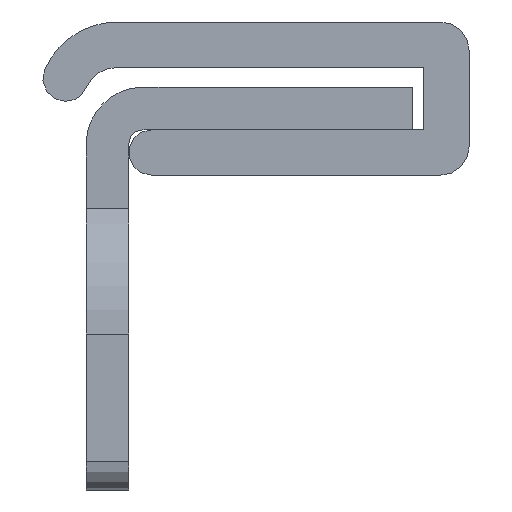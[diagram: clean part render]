
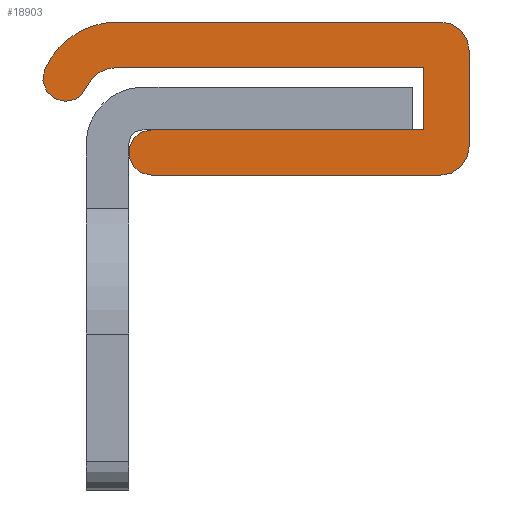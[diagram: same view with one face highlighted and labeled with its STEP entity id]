
A CAD part, left-side view. The second image highlights one B-rep face of the part: STEP entity #18903.
In plain terms, the highlighted planar face has unit normal (-1, 0, 0).
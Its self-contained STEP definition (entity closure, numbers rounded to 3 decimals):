
#18=CARTESIAN_POINT('',(-500.,4.883,-0.1));
#19=DIRECTION('',(-1.,0.,0.));
#20=DIRECTION('',(0.,0.,1.));
#21=AXIS2_PLACEMENT_3D('',#18,#19,#20);
#23=CARTESIAN_POINT('',(-500.,6.717,0.7));
#24=DIRECTION('',(1.,0.,0.));
#25=DIRECTION('',(0.,-0.917,-0.4));
#26=AXIS2_PLACEMENT_3D('',#23,#24,#25);
#28=CARTESIAN_POINT('',(-500.,6.717,0.7));
#29=DIRECTION('',(1.,0.,0.));
#30=DIRECTION('',(0.,0.,-1.));
#31=AXIS2_PLACEMENT_3D('',#28,#29,#30);
#33=CARTESIAN_POINT('',(-500.,4.883,-0.1));
#34=DIRECTION('',(1.,0.,0.));
#35=DIRECTION('',(0.,0.917,0.4));
#36=AXIS2_PLACEMENT_3D('',#33,#34,#35);
#38=CARTESIAN_POINT('',(-500.,-6.517,1.7));
#39=DIRECTION('',(1.,0.,0.));
#40=DIRECTION('',(0.,0.,1.));
#41=AXIS2_PLACEMENT_3D('',#38,#39,#40);
#43=CARTESIAN_POINT('',(-500.,-6.517,-1.7));
#44=DIRECTION('',(1.,0.,0.));
#45=DIRECTION('',(0.,-1.,0.));
#46=AXIS2_PLACEMENT_3D('',#43,#44,#45);
#48=CARTESIAN_POINT('',(-500.,3.683,-1.9));
#49=DIRECTION('',(1.,0.,0.));
#50=DIRECTION('',(0.,0.,-1.));
#51=AXIS2_PLACEMENT_3D('',#48,#49,#50);
#53=DIRECTION('',(0.,-1.,0.));
#54=VECTOR('',#53,10.8);
#55=CARTESIAN_POINT('',(-500.,4.883,1.1));
#56=LINE('',#55,#54);
#61=DIRECTION('',(0.,0.,-1.));
#62=VECTOR('',#61,2.2);
#63=CARTESIAN_POINT('',(-500.,-5.917,1.1));
#64=LINE('',#63,#62);
#81=DIRECTION('',(0.,1.,0.));
#82=VECTOR('',#81,9.6);
#83=CARTESIAN_POINT('',(-500.,-5.917,-1.1));
#84=LINE('',#83,#82);
#1831=DIRECTION('',(0.,-1.,0.));
#1832=VECTOR('',#1831,10.2);
#1833=CARTESIAN_POINT('',(-500.,3.683,-2.7));
#1834=LINE('',#1833,#1832);
#1843=DIRECTION('',(0.,0.,1.));
#1844=VECTOR('',#1843,3.4);
#1845=CARTESIAN_POINT('',(-500.,-7.517,-1.7));
#1846=LINE('',#1845,#1844);
#1855=DIRECTION('',(0.,1.,0.));
#1856=VECTOR('',#1855,11.4);
#1857=CARTESIAN_POINT('',(-500.,-6.517,2.7));
#1858=LINE('',#1857,#1856);
#14602=CARTESIAN_POINT('',(-500.,4.883,1.1));
#14603=CARTESIAN_POINT('',(-500.,5.983,0.38));
#14604=VERTEX_POINT('',#14602);
#14605=VERTEX_POINT('',#14603);
#14606=CARTESIAN_POINT('',(-500.,6.717,-0.1));
#14607=VERTEX_POINT('',#14606);
#14608=CARTESIAN_POINT('',(-500.,7.45,1.02));
#14609=VERTEX_POINT('',#14608);
#14610=CARTESIAN_POINT('',(-500.,4.883,2.7));
#14611=VERTEX_POINT('',#14610);
#14612=CARTESIAN_POINT('',(-500.,-6.517,2.7));
#14613=VERTEX_POINT('',#14612);
#14614=CARTESIAN_POINT('',(-500.,-7.517,1.7));
#14615=VERTEX_POINT('',#14614);
#14616=CARTESIAN_POINT('',(-500.,-7.517,-1.7));
#14617=VERTEX_POINT('',#14616);
#14618=CARTESIAN_POINT('',(-500.,-6.517,-2.7));
#14619=VERTEX_POINT('',#14618);
#14620=CARTESIAN_POINT('',(-500.,3.683,-2.7));
#14621=VERTEX_POINT('',#14620);
#14622=CARTESIAN_POINT('',(-500.,3.683,-1.1));
#14623=VERTEX_POINT('',#14622);
#14624=CARTESIAN_POINT('',(-500.,-5.917,-1.1));
#14625=VERTEX_POINT('',#14624);
#14626=CARTESIAN_POINT('',(-500.,-5.917,1.1));
#14627=VERTEX_POINT('',#14626);
#18870=CARTESIAN_POINT('',(-500.,0.,0.));
#18871=DIRECTION('',(1.,0.,0.));
#18872=DIRECTION('',(0.,0.,-1.));
#18873=AXIS2_PLACEMENT_3D('',#18870,#18871,#18872);
#18874=PLANE('',#18873);
#18876=ORIENTED_EDGE('',*,*,#18875,.T.);
#18878=ORIENTED_EDGE('',*,*,#18877,.T.);
#18880=ORIENTED_EDGE('',*,*,#18879,.T.);
#18882=ORIENTED_EDGE('',*,*,#18881,.T.);
#18884=ORIENTED_EDGE('',*,*,#18883,.F.);
#18886=ORIENTED_EDGE('',*,*,#18885,.T.);
#18888=ORIENTED_EDGE('',*,*,#18887,.F.);
#18890=ORIENTED_EDGE('',*,*,#18889,.T.);
#18892=ORIENTED_EDGE('',*,*,#18891,.F.);
#18894=ORIENTED_EDGE('',*,*,#18893,.T.);
#18896=ORIENTED_EDGE('',*,*,#18895,.F.);
#18898=ORIENTED_EDGE('',*,*,#18897,.F.);
#18900=ORIENTED_EDGE('',*,*,#18899,.F.);
#18901=EDGE_LOOP('',(#18876,#18878,#18880,#18882,#18884,#18886,#18888,#18890,
#18892,#18894,#18896,#18898,#18900));
#18902=FACE_OUTER_BOUND('',#18901,.F.);
#22=CIRCLE('',#21,1.2);
#27=CIRCLE('',#26,0.8);
#32=CIRCLE('',#31,0.8);
#37=CIRCLE('',#36,2.8);
#42=CIRCLE('',#41,1.);
#47=CIRCLE('',#46,1.);
#52=CIRCLE('',#51,0.8);
#18875=EDGE_CURVE('',#14604,#14605,#22,.T.);
#18877=EDGE_CURVE('',#14605,#14607,#27,.T.);
#18879=EDGE_CURVE('',#14607,#14609,#32,.T.);
#18881=EDGE_CURVE('',#14609,#14611,#37,.T.);
#18883=EDGE_CURVE('',#14613,#14611,#1858,.T.);
#18885=EDGE_CURVE('',#14613,#14615,#42,.T.);
#18887=EDGE_CURVE('',#14617,#14615,#1846,.T.);
#18889=EDGE_CURVE('',#14617,#14619,#47,.T.);
#18891=EDGE_CURVE('',#14621,#14619,#1834,.T.);
#18893=EDGE_CURVE('',#14621,#14623,#52,.T.);
#18895=EDGE_CURVE('',#14625,#14623,#84,.T.);
#18897=EDGE_CURVE('',#14627,#14625,#64,.T.);
#18899=EDGE_CURVE('',#14604,#14627,#56,.T.);
#18903=ADVANCED_FACE('',(#18902),#18874,.F.);
